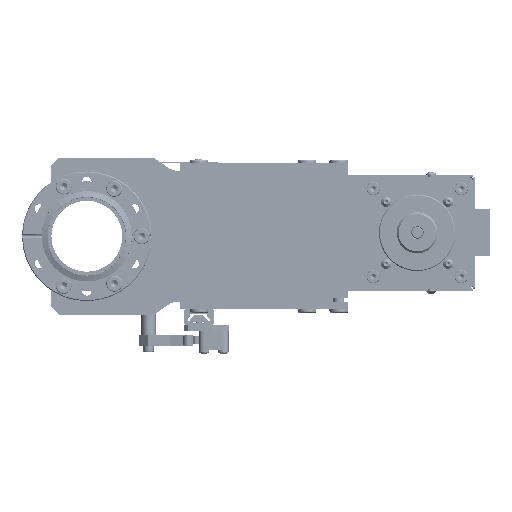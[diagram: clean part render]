
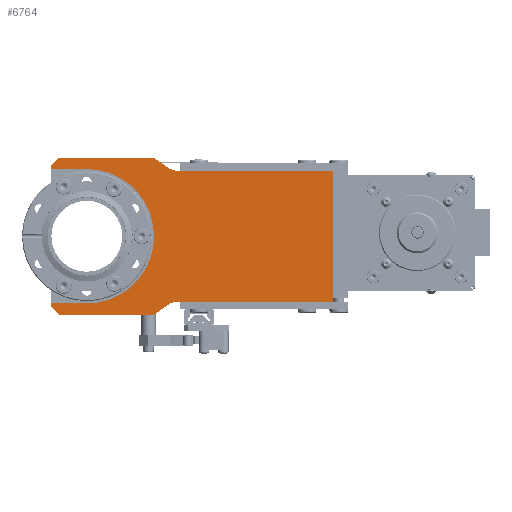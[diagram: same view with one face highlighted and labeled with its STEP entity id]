
A CAD part, front view. The second image highlights one B-rep face of the part: STEP entity #6764.
In plain terms, the highlighted planar face has unit normal (0, -1, 0).
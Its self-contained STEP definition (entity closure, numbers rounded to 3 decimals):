
#3769 = EDGE_CURVE ( 'NONE', #94150, #59208, #280425, .T. ) ;
#6764 = ADVANCED_FACE ( 'NONE', ( #181135 ), #75585, .F. ) ;
#9595 = VERTEX_POINT ( 'NONE', #88136 ) ;
#10339 = CARTESIAN_POINT ( 'NONE',  ( 0., 0., 36. ) ) ;
#14300 = LINE ( 'NONE', #227499, #74228 ) ;
#23759 = VECTOR ( 'NONE', #60744, 1000. ) ;
#24423 = VECTOR ( 'NONE', #241871, 1000. ) ;
#24705 = LINE ( 'NONE', #32592, #204324 ) ;
#32592 = CARTESIAN_POINT ( 'NONE',  ( 0., 0., -42. ) ) ;
#33132 = EDGE_CURVE ( 'NONE', #9595, #126572, #270182, .T. ) ;
#35596 = CARTESIAN_POINT ( 'NONE',  ( 0., 0., -36. ) ) ;
#40254 = ORIENTED_EDGE ( 'NONE', *, *, #81661, .F. ) ;
#40798 = EDGE_CURVE ( 'NONE', #216501, #40853, #54557, .T. ) ;
#40853 = VERTEX_POINT ( 'NONE', #42295 ) ;
#42295 = CARTESIAN_POINT ( 'NONE',  ( -19., 0., -36. ) ) ;
#44247 = VERTEX_POINT ( 'NONE', #35596 ) ;
#45288 = CIRCLE ( 'NONE', #167954, 10. ) ;
#47754 = VECTOR ( 'NONE', #103647, 1000. ) ;
#47822 = CARTESIAN_POINT ( 'NONE',  ( 0., 0., -35. ) ) ;
#52540 = ORIENTED_EDGE ( 'NONE', *, *, #33132, .F. ) ;
#53362 = VECTOR ( 'NONE', #97168, 1000. ) ;
#54280 = VERTEX_POINT ( 'NONE', #268848 ) ;
#54557 = LINE ( 'NONE', #266054, #167119 ) ;
#55187 = DIRECTION ( 'NONE',  ( -1., 0., 0. ) ) ;
#55553 = CARTESIAN_POINT ( 'NONE',  ( -19., 0., 36. ) ) ;
#58925 = VERTEX_POINT ( 'NONE', #139151 ) ;
#59208 = VERTEX_POINT ( 'NONE', #199110 ) ;
#60744 = DIRECTION ( 'NONE',  ( -0.707, 0., 0.707 ) ) ;
#62777 = CARTESIAN_POINT ( 'NONE',  ( 49.152, 0., -45. ) ) ;
#67713 = CARTESIAN_POINT ( 'NONE',  ( 0., 0., 0. ) ) ;
#70290 = CARTESIAN_POINT ( 'NONE',  ( -15., 0., 42. ) ) ;
#74228 = VECTOR ( 'NONE', #250211, 1000. ) ;
#74274 = ORIENTED_EDGE ( 'NONE', *, *, #3769, .F. ) ;
#74769 = AXIS2_PLACEMENT_3D ( 'NONE', #67713, #225317, #90320 ) ;
#75585 = PLANE ( 'NONE',  #157454 ) ;
#77975 = ORIENTED_EDGE ( 'NONE', *, *, #290208, .F. ) ;
#81661 = EDGE_CURVE ( 'NONE', #197294, #202037, #111116, .T. ) ;
#84466 = CARTESIAN_POINT ( 'NONE',  ( -19., 0., 38. ) ) ;
#85414 = DIRECTION ( 'NONE',  ( 0., 0., 1. ) ) ;
#87343 = ORIENTED_EDGE ( 'NONE', *, *, #228248, .F. ) ;
#88136 = CARTESIAN_POINT ( 'NONE',  ( 49.152, 0., 35. ) ) ;
#90320 = DIRECTION ( 'NONE',  ( 0., 0., -1. ) ) ;
#90830 = VECTOR ( 'NONE', #143142, 1000. ) ;
#92052 = CARTESIAN_POINT ( 'NONE',  ( -19., 0., -38. ) ) ;
#93033 = DIRECTION ( 'NONE',  ( -1., 0., 0. ) ) ;
#94150 = VERTEX_POINT ( 'NONE', #70290 ) ;
#95342 = EDGE_CURVE ( 'NONE', #202037, #199784, #226145, .T. ) ;
#96591 = EDGE_CURVE ( 'NONE', #144000, #197294, #142532, .T. ) ;
#97168 = DIRECTION ( 'NONE',  ( -0.819, 0., -0.573 ) ) ;
#97641 = VECTOR ( 'NONE', #108750, 1000. ) ;
#102772 = CARTESIAN_POINT ( 'NONE',  ( 0., 0., 42. ) ) ;
#103647 = DIRECTION ( 'NONE',  ( 1., 0., 0. ) ) ;
#106492 = EDGE_CURVE ( 'NONE', #54280, #216501, #256469, .T. ) ;
#108750 = DIRECTION ( 'NONE',  ( 0., 0., 1. ) ) ;
#111116 = CIRCLE ( 'NONE', #227459, 10. ) ;
#111210 = ORIENTED_EDGE ( 'NONE', *, *, #106492, .F. ) ;
#119258 = CARTESIAN_POINT ( 'NONE',  ( 49.152, 0., 45. ) ) ;
#123381 = ORIENTED_EDGE ( 'NONE', *, *, #136964, .F. ) ;
#124071 = CARTESIAN_POINT ( 'NONE',  ( 132., 0., 35. ) ) ;
#126572 = VERTEX_POINT ( 'NONE', #124071 ) ;
#131005 = VERTEX_POINT ( 'NONE', #55553 ) ;
#135109 = ORIENTED_EDGE ( 'NONE', *, *, #174704, .F. ) ;
#136964 = EDGE_CURVE ( 'NONE', #261860, #94150, #169015, .T. ) ;
#139151 = CARTESIAN_POINT ( 'NONE',  ( 0., 0., 36. ) ) ;
#141856 = DIRECTION ( 'NONE',  ( 0., 0., 1. ) ) ;
#142532 = LINE ( 'NONE', #47822, #255529 ) ;
#143142 = DIRECTION ( 'NONE',  ( 1., 0., 0. ) ) ;
#143488 = LINE ( 'NONE', #10339, #196351 ) ;
#144000 = VERTEX_POINT ( 'NONE', #208410 ) ;
#153233 = EDGE_CURVE ( 'NONE', #243564, #9595, #45288, .T. ) ;
#153432 = DIRECTION ( 'NONE',  ( 0., 0., 1. ) ) ;
#157454 = AXIS2_PLACEMENT_3D ( 'NONE', #220249, #219940, #243928 ) ;
#163945 = CARTESIAN_POINT ( 'NONE',  ( 43.418, 0., -36.808 ) ) ;
#164407 = LINE ( 'NONE', #221026, #97641 ) ;
#167119 = VECTOR ( 'NONE', #153432, 1000. ) ;
#167954 = AXIS2_PLACEMENT_3D ( 'NONE', #119258, #277007, #141856 ) ;
#168435 = CARTESIAN_POINT ( 'NONE',  ( -19., 0., 38. ) ) ;
#169015 = LINE ( 'NONE', #84466, #222152 ) ;
#169772 = CIRCLE ( 'NONE', #74769, 36. ) ;
#172850 = CARTESIAN_POINT ( 'NONE',  ( -15., 0., -42. ) ) ;
#173416 = CARTESIAN_POINT ( 'NONE',  ( 43.418, 0., -36.808 ) ) ;
#174704 = EDGE_CURVE ( 'NONE', #58925, #131005, #143488, .T. ) ;
#179884 = ORIENTED_EDGE ( 'NONE', *, *, #96591, .F. ) ;
#180376 = ORIENTED_EDGE ( 'NONE', *, *, #205906, .F. ) ;
#181135 = FACE_OUTER_BOUND ( 'NONE', #240678, .T. ) ;
#187749 = ORIENTED_EDGE ( 'NONE', *, *, #153233, .F. ) ;
#190515 = DIRECTION ( 'NONE',  ( -1., 0., 0. ) ) ;
#196351 = VECTOR ( 'NONE', #190515, 1000. ) ;
#196684 = ORIENTED_EDGE ( 'NONE', *, *, #95342, .F. ) ;
#197294 = VERTEX_POINT ( 'NONE', #252519 ) ;
#198436 = ORIENTED_EDGE ( 'NONE', *, *, #40798, .F. ) ;
#199110 = CARTESIAN_POINT ( 'NONE',  ( 36., 0., 42. ) ) ;
#199784 = VERTEX_POINT ( 'NONE', #261359 ) ;
#202037 = VERTEX_POINT ( 'NONE', #173416 ) ;
#204324 = VECTOR ( 'NONE', #55187, 1000. ) ;
#205906 = EDGE_CURVE ( 'NONE', #59208, #243564, #14300, .T. ) ;
#208410 = CARTESIAN_POINT ( 'NONE',  ( 132., 0., -35. ) ) ;
#210094 = VECTOR ( 'NONE', #260513, 1000. ) ;
#211996 = ORIENTED_EDGE ( 'NONE', *, *, #232005, .F. ) ;
#216501 = VERTEX_POINT ( 'NONE', #92052 ) ;
#219940 = DIRECTION ( 'NONE',  ( 0., 1., 0. ) ) ;
#220249 = CARTESIAN_POINT ( 'NONE',  ( 0., 0., 0. ) ) ;
#220384 = DIRECTION ( 'NONE',  ( 0., -1., 0. ) ) ;
#221026 = CARTESIAN_POINT ( 'NONE',  ( -19., 0., 0. ) ) ;
#222152 = VECTOR ( 'NONE', #264842, 1000. ) ;
#225317 = DIRECTION ( 'NONE',  ( 0., -1., 0. ) ) ;
#226145 = LINE ( 'NONE', #163945, #53362 ) ;
#227459 = AXIS2_PLACEMENT_3D ( 'NONE', #62777, #220384, #85414 ) ;
#227499 = CARTESIAN_POINT ( 'NONE',  ( 36., 0., 42. ) ) ;
#228248 = EDGE_CURVE ( 'NONE', #126572, #144000, #257158, .T. ) ;
#230049 = CARTESIAN_POINT ( 'NONE',  ( 43.418, 0., 36.808 ) ) ;
#232005 = EDGE_CURVE ( 'NONE', #40853, #44247, #263740, .T. ) ;
#240678 = EDGE_LOOP ( 'NONE', ( #135109, #260195, #211996, #198436, #111210, #270401, #196684, #40254, #179884, #87343, #52540, #187749, #180376, #74274, #123381, #77975 ) ) ;
#241871 = DIRECTION ( 'NONE',  ( 0., 0., -1. ) ) ;
#243564 = VERTEX_POINT ( 'NONE', #230049 ) ;
#243928 = DIRECTION ( 'NONE',  ( 0., 0., 1. ) ) ;
#250211 = DIRECTION ( 'NONE',  ( 0.819, 0., -0.573 ) ) ;
#252519 = CARTESIAN_POINT ( 'NONE',  ( 49.152, 0., -35. ) ) ;
#255529 = VECTOR ( 'NONE', #93033, 1000. ) ;
#256469 = LINE ( 'NONE', #172850, #23759 ) ;
#257158 = LINE ( 'NONE', #264599, #24423 ) ;
#259596 = CARTESIAN_POINT ( 'NONE',  ( 0., 0., 35. ) ) ;
#260195 = ORIENTED_EDGE ( 'NONE', *, *, #262826, .F. ) ;
#260513 = DIRECTION ( 'NONE',  ( 1., 0., 0. ) ) ;
#261359 = CARTESIAN_POINT ( 'NONE',  ( 36., 0., -42. ) ) ;
#261860 = VERTEX_POINT ( 'NONE', #168435 ) ;
#262826 = EDGE_CURVE ( 'NONE', #44247, #58925, #169772, .T. ) ;
#263740 = LINE ( 'NONE', #278279, #90830 ) ;
#264599 = CARTESIAN_POINT ( 'NONE',  ( 132., 0., 0. ) ) ;
#264842 = DIRECTION ( 'NONE',  ( 0.707, 0., 0.707 ) ) ;
#266054 = CARTESIAN_POINT ( 'NONE',  ( -19., 0., 0. ) ) ;
#268848 = CARTESIAN_POINT ( 'NONE',  ( -15., 0., -42. ) ) ;
#270182 = LINE ( 'NONE', #259596, #210094 ) ;
#270401 = ORIENTED_EDGE ( 'NONE', *, *, #278118, .F. ) ;
#277007 = DIRECTION ( 'NONE',  ( 0., -1., 0. ) ) ;
#278118 = EDGE_CURVE ( 'NONE', #199784, #54280, #24705, .T. ) ;
#278279 = CARTESIAN_POINT ( 'NONE',  ( 0., 0., -36. ) ) ;
#280425 = LINE ( 'NONE', #102772, #47754 ) ;
#290208 = EDGE_CURVE ( 'NONE', #131005, #261860, #164407, .T. ) ;
